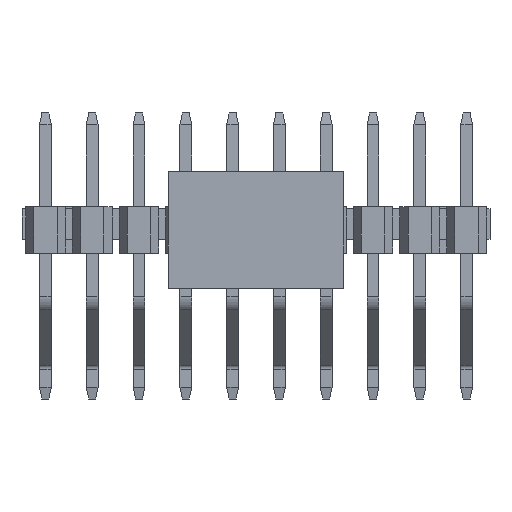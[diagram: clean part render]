
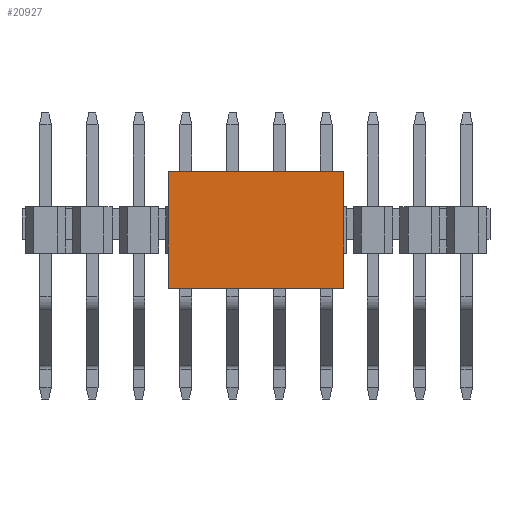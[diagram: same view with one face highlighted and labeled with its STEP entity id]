
A CAD part, top view. The second image highlights one B-rep face of the part: STEP entity #20927.
In plain terms, the highlighted planar face has unit normal (0, 0, 1).
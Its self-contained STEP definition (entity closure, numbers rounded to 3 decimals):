
#2560=ORIENTED_EDGE('',*,*,#5836,.T.);
#2561=ORIENTED_EDGE('',*,*,#5862,.F.);
#2562=ORIENTED_EDGE('',*,*,#5842,.F.);
#2563=ORIENTED_EDGE('',*,*,#5863,.T.);
#5836=EDGE_CURVE('',#7547,#7546,#9203,.T.);
#5842=EDGE_CURVE('',#7550,#7551,#9207,.T.);
#5862=EDGE_CURVE('',#7551,#7546,#9218,.T.);
#5863=EDGE_CURVE('',#7550,#7547,#9219,.T.);
#7546=VERTEX_POINT('',#28792);
#7547=VERTEX_POINT('',#28794);
#7550=VERTEX_POINT('',#28803);
#7551=VERTEX_POINT('',#28805);
#9203=LINE('',#28793,#11119);
#9207=LINE('',#28804,#11123);
#9218=LINE('',#28834,#11134);
#9219=LINE('',#28836,#11135);
#11119=VECTOR('',#24450,1000.);
#11123=VECTOR('',#24460,1000.);
#11134=VECTOR('',#24491,1000.);
#11135=VECTOR('',#24494,1000.);
#12380=EDGE_LOOP('',(#2560,#2561,#2562,#2563));
#13288=FACE_BOUND('',#12380,.T.);
#14140=PLANE('',#21846);
#20927=ADVANCED_FACE('',(#13288),#14140,.F.);
#21846=AXIS2_PLACEMENT_3D('',#28835,#24492,#24493);
#24450=DIRECTION('',(-1.,0.,0.));
#24460=DIRECTION('',(-1.,0.,0.));
#24491=DIRECTION('',(0.,1.,0.));
#24492=DIRECTION('',(0.,0.,-1.));
#24493=DIRECTION('',(-1.,0.,0.));
#24494=DIRECTION('',(0.,1.,0.));
#28792=CARTESIAN_POINT('',(-3.75,2.5,3.5));
#28793=CARTESIAN_POINT('',(3.75,2.5,3.5));
#28794=CARTESIAN_POINT('',(3.75,2.5,3.5));
#28803=CARTESIAN_POINT('',(3.75,-2.5,3.5));
#28804=CARTESIAN_POINT('',(3.75,-2.5,3.5));
#28805=CARTESIAN_POINT('',(-3.75,-2.5,3.5));
#28834=CARTESIAN_POINT('',(-3.75,-2.5,3.5));
#28835=CARTESIAN_POINT('',(3.75,-2.5,3.5));
#28836=CARTESIAN_POINT('',(3.75,-2.5,3.5));
